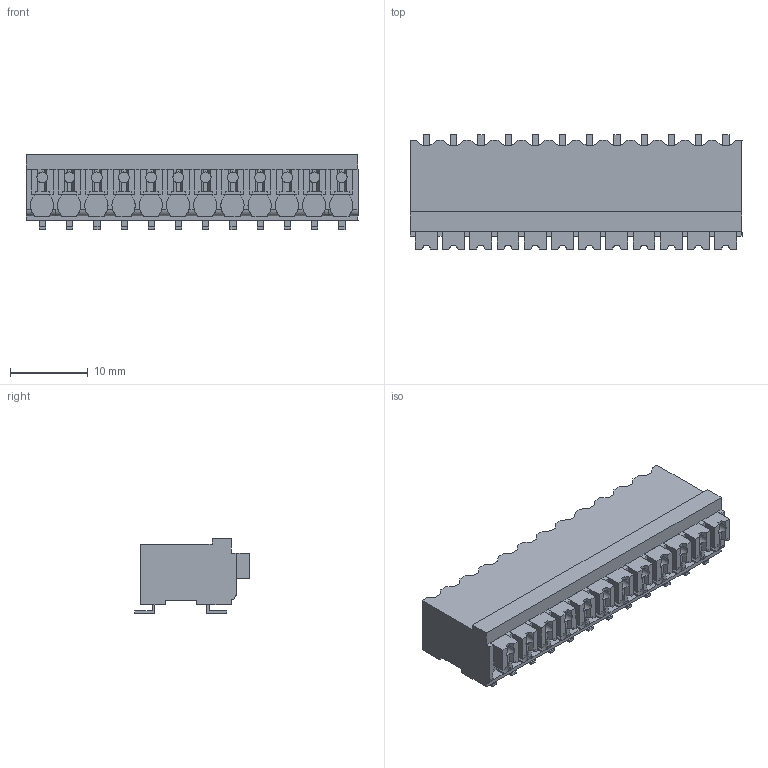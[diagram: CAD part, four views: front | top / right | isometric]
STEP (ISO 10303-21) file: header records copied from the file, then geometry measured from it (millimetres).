
FILE_DESCRIPTION(('CATIA V5 STEP Exchange','CAx-IF Rec.Pracs.--- Model Styling and Organization---1.2---2011-12-15'),'2;1');
FILE_NAME ('D1452224_0_1473650000_1473650000.stp','2018-03-24T15:49:57+00:00',('none'),('Weidmueller'),'CATIA Version 5-6 Release 2014','CATIA V5 STEP AP214','none');
FILE_SCHEMA(('AUTOMOTIVE_DESIGN { 1 0 10303 214 1 1 1 1 }'));
Length unit declared in the file: millimetre
Products named in the file (1): 1473650000
Bounding box: 42.7 x 14.75 x 9.65 mm (x, y, z)
Volume: 3452.5 mm3; surface area: 3723 mm2
Topology: 37 solids, 37 shells, 858 faces, 2470 edges, 1674 vertices
Faces by surface type: plane 795, cylinder 63
Entity records: 25492 total; most frequent: CARTESIAN_POINT 5137, ORIENTED_EDGE 4940, DIRECTION 3026, EDGE_CURVE 2470, VECTOR 2226, LINE 2226, VERTEX_POINT 1674, EDGE_LOOP 870
